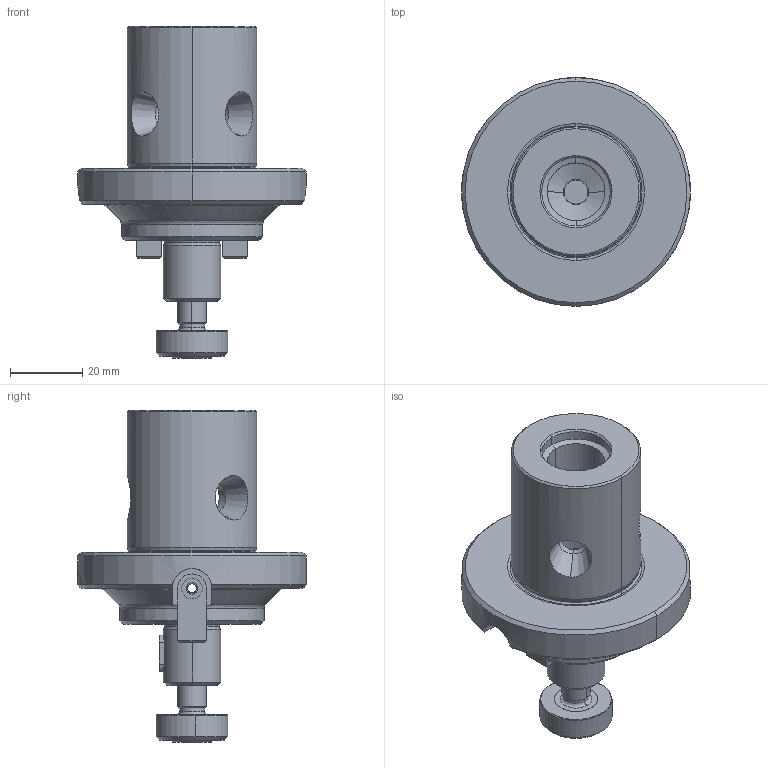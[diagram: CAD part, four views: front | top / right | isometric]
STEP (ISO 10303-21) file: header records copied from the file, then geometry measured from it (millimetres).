
FILE_DESCRIPTION(('no description'),'unknown implementation level');
FILE_NAME('235C112C-55B4-4D11-8C99-486859FB420C_export.stp',' ',('CIMSOURCE GmbH'),('CADClick - KiM GmbH - www.kimweb.de'),'unknown preprocess','ACIS','unknown authorization');
FILE_SCHEMA(('automotive_design'));
Length unit declared in the file: millimetre
Products named in the file (6): 335.430N Kaiser CKN6 X F16|690.703 Kaiser ETL FR16_M8-1;NONE; 335.430N Kaiser CKN6 X F16|690.703 Kaiser ETL FR16_M8;NONE; 335.430N Kaiser CKN6 X F16|691.605 Kaiser ETL MST 16 (Paar);NONE; 335.430N Kaiser CKN6 X F16|335.430N Kaiser CKN6 X F16;NONE; 335.430N Kaiser CKN6 X F16|691.600 Kaiser ETL FK 4 X 4;NONE
Bounding box: 63.5 x 63.5 x 92.12 mm (x, y, z)
Volume: 77116 mm3; surface area: 22278.3 mm2
Topology: 6 solids, 6 shells, 204 faces, 495 edges, 300 vertices
Faces by surface type: cylinder 78, plane 66, cone 46, torus 14
Entity records: 12601 total; most frequent: CARTESIAN_POINT 2143, DIRECTION 1007, STYLED_ITEM 1001, PRESENTATION_STYLE_ASSIGNMENT 1001, COLOUR_RGB 1001, ORIENTED_EDGE 982, EDGE_CURVE 491, CURVE_STYLE 491
